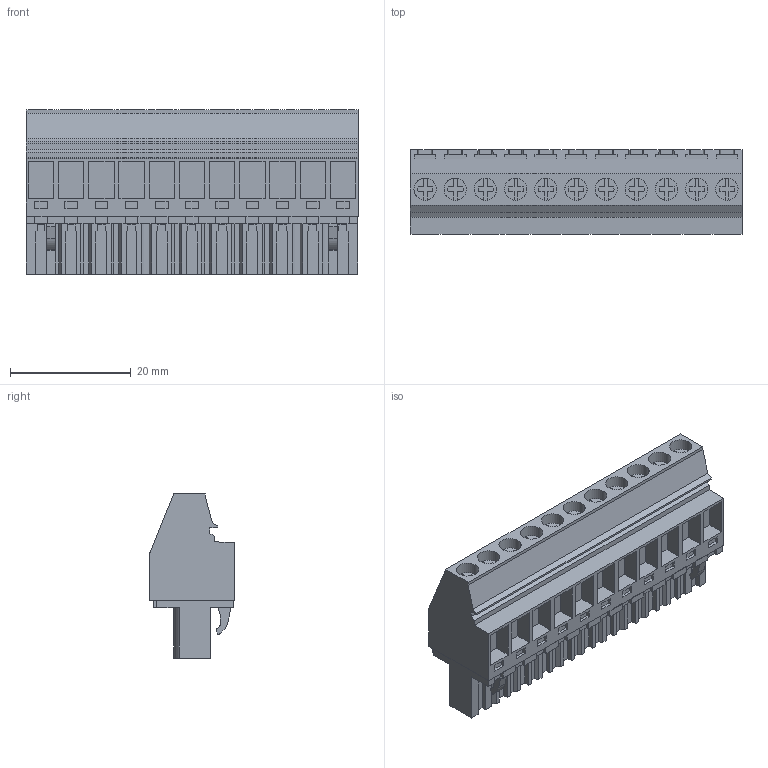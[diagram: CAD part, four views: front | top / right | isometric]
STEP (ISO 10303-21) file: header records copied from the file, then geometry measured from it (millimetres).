
FILE_DESCRIPTION(('CATIA V5 STEP Exchange','CAx-IF Rec.Pracs.--- Model Styling and Organization---1.2---2011-12-15'),'2;1');
FILE_NAME ('D1460451_0_1958780000_1958780000.stp','2017-09-20T15:22:44+00:00',('none'),('Weidmueller'),'CATIA Version 5-6 Release 2014','CATIA V5 STEP AP214','none');
FILE_SCHEMA(('AUTOMOTIVE_DESIGN { 1 0 10303 214 1 1 1 1 }'));
Length unit declared in the file: millimetre
Products named in the file (1): 1958780000
Bounding box: 55 x 14.05 x 27.2 mm (x, y, z)
Volume: 12537.1 mm3; surface area: 7417.5 mm2
Topology: 12 solids, 12 shells, 717 faces, 1974 edges, 1326 vertices
Faces by surface type: plane 610, cylinder 97, extrusion 10
Entity records: 21062 total; most frequent: ORIENTED_EDGE 3948, CARTESIAN_POINT 3926, DIRECTION 2794, EDGE_CURVE 1974, VECTOR 1718, LINE 1708, VERTEX_POINT 1326, EDGE_LOOP 762
